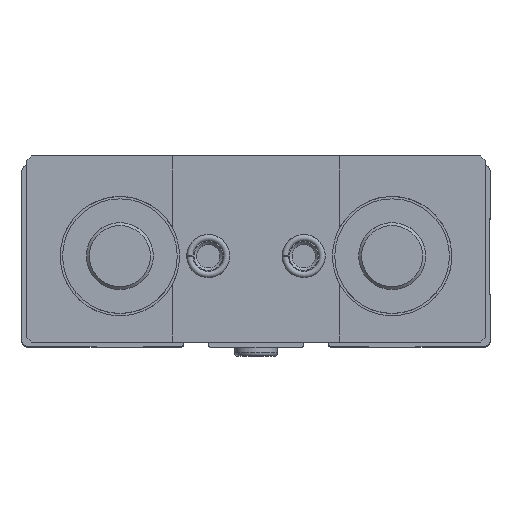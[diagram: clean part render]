
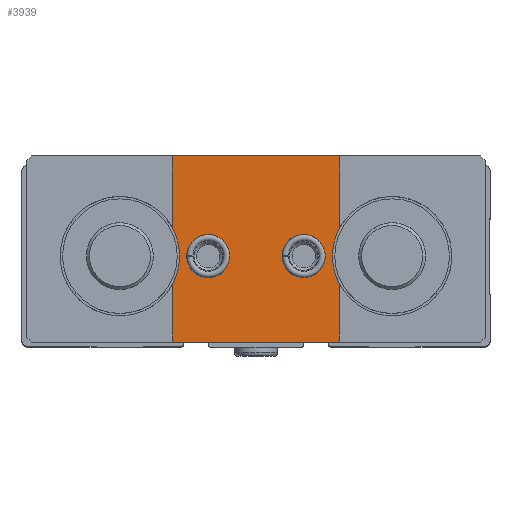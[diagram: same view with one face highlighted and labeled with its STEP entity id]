
A CAD part, top view. The second image highlights one B-rep face of the part: STEP entity #3939.
In plain terms, the highlighted planar face has unit normal (0, 0, 1).
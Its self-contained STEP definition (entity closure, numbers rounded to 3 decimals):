
#138=PLANE('',#4409);
#438=CIRCLE('',#4410,4.5);
#439=CIRCLE('',#4411,4.5);
#440=CIRCLE('',#4412,12.5);
#441=CIRCLE('',#4413,12.5);
#1215=ORIENTED_EDGE('',*,*,#1915,.F.);
#1216=ORIENTED_EDGE('',*,*,#1916,.F.);
#1217=ORIENTED_EDGE('',*,*,#1873,.T.);
#1218=ORIENTED_EDGE('',*,*,#1917,.T.);
#1219=ORIENTED_EDGE('',*,*,#1875,.T.);
#1220=ORIENTED_EDGE('',*,*,#1903,.T.);
#1221=ORIENTED_EDGE('',*,*,#1887,.T.);
#1222=ORIENTED_EDGE('',*,*,#1918,.T.);
#1223=ORIENTED_EDGE('',*,*,#1889,.T.);
#1224=ORIENTED_EDGE('',*,*,#1909,.T.);
#1873=EDGE_CURVE('',#2309,#2308,#2615,.T.);
#1875=EDGE_CURVE('',#2310,#2311,#2617,.T.);
#1887=EDGE_CURVE('',#2322,#2321,#2623,.T.);
#1889=EDGE_CURVE('',#2323,#2324,#2625,.T.);
#1903=EDGE_CURVE('',#2311,#2322,#2633,.T.);
#1909=EDGE_CURVE('',#2324,#2309,#2639,.T.);
#1915=EDGE_CURVE('',#2340,#2340,#438,.T.);
#1916=EDGE_CURVE('',#2341,#2341,#439,.T.);
#1917=EDGE_CURVE('',#2308,#2310,#440,.F.);
#1918=EDGE_CURVE('',#2321,#2323,#441,.F.);
#2308=VERTEX_POINT('',#6595);
#2309=VERTEX_POINT('',#6597);
#2310=VERTEX_POINT('',#6601);
#2311=VERTEX_POINT('',#6602);
#2321=VERTEX_POINT('',#6645);
#2322=VERTEX_POINT('',#6647);
#2323=VERTEX_POINT('',#6651);
#2324=VERTEX_POINT('',#6652);
#2340=VERTEX_POINT('',#6719);
#2341=VERTEX_POINT('',#6721);
#2615=LINE('',#6596,#2874);
#2617=LINE('',#6600,#2876);
#2623=LINE('',#6646,#2882);
#2625=LINE('',#6650,#2884);
#2633=LINE('',#6696,#2892);
#2639=LINE('',#6707,#2898);
#2874=VECTOR('',#5358,1000.);
#2876=VECTOR('',#5362,1000.);
#2882=VECTOR('',#5384,1000.);
#2884=VECTOR('',#5388,1000.);
#2892=VECTOR('',#5410,1000.);
#2898=VECTOR('',#5420,1000.);
#3168=EDGE_LOOP('',(#1215));
#3169=EDGE_LOOP('',(#1216));
#3170=EDGE_LOOP('',(#1217,#1218,#1219,#1220,#1221,#1222,#1223,#1224));
#3554=FACE_BOUND('',#3168,.T.);
#3555=FACE_BOUND('',#3169,.T.);
#3556=FACE_BOUND('',#3170,.T.);
#3939=ADVANCED_FACE('',(#3554,#3555,#3556),#138,.T.);
#4409=AXIS2_PLACEMENT_3D('',#6717,#5428,#5429);
#4410=AXIS2_PLACEMENT_3D('',#6718,#5430,#5431);
#4411=AXIS2_PLACEMENT_3D('',#6720,#5432,#5433);
#4412=AXIS2_PLACEMENT_3D('',#6722,#5434,#5435);
#4413=AXIS2_PLACEMENT_3D('',#6723,#5436,#5437);
#5358=DIRECTION('',(0.,1.,0.));
#5362=DIRECTION('',(0.,1.,0.));
#5384=DIRECTION('',(0.,-1.,0.));
#5388=DIRECTION('',(0.,-1.,0.));
#5410=DIRECTION('',(-1.,0.,0.));
#5420=DIRECTION('',(1.,0.,0.));
#5428=DIRECTION('',(0.,0.,1.));
#5429=DIRECTION('',(1.,0.,0.));
#5430=DIRECTION('',(0.,0.,1.));
#5431=DIRECTION('',(1.,0.,0.));
#5432=DIRECTION('',(0.,0.,1.));
#5433=DIRECTION('',(1.,0.,0.));
#5434=DIRECTION('',(0.,0.,1.));
#5435=DIRECTION('',(1.,0.,0.));
#5436=DIRECTION('',(0.,0.,1.));
#5437=DIRECTION('',(1.,0.,0.));
#6595=CARTESIAN_POINT('',(17.5,-5.937,30.));
#6596=CARTESIAN_POINT('',(17.5,0.,30.));
#6597=CARTESIAN_POINT('',(17.5,-18.,30.));
#6600=CARTESIAN_POINT('',(17.5,0.,30.));
#6601=CARTESIAN_POINT('',(17.5,5.937,30.));
#6602=CARTESIAN_POINT('',(17.5,21.,30.));
#6645=CARTESIAN_POINT('',(-17.5,5.937,30.));
#6646=CARTESIAN_POINT('',(-17.5,0.,30.));
#6647=CARTESIAN_POINT('',(-17.5,21.,30.));
#6650=CARTESIAN_POINT('',(-17.5,0.,30.));
#6651=CARTESIAN_POINT('',(-17.5,-5.937,30.));
#6652=CARTESIAN_POINT('',(-17.5,-18.,30.));
#6696=CARTESIAN_POINT('',(48.,21.,30.));
#6707=CARTESIAN_POINT('',(-48.,-18.,30.));
#6717=CARTESIAN_POINT('',(0.,0.,30.));
#6718=CARTESIAN_POINT('',(-10.,0.,30.));
#6719=CARTESIAN_POINT('',(-5.5,0.,30.));
#6720=CARTESIAN_POINT('',(10.,0.,30.));
#6721=CARTESIAN_POINT('',(14.5,0.,30.));
#6722=CARTESIAN_POINT('',(28.5,0.,30.));
#6723=CARTESIAN_POINT('',(-28.5,0.,30.));
